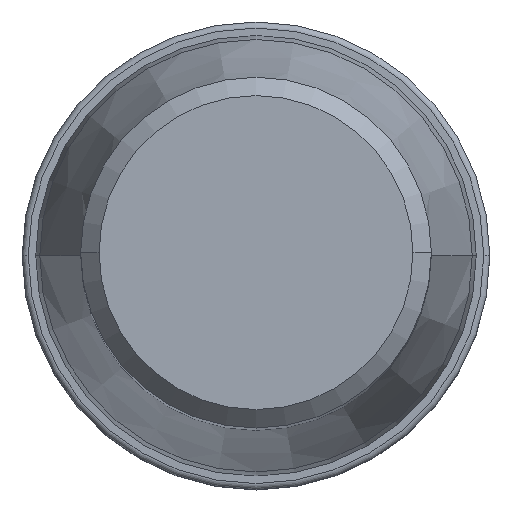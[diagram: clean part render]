
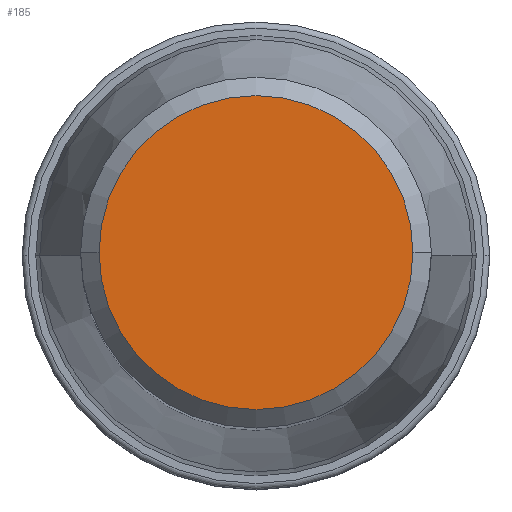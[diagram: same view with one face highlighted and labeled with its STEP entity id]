
A CAD part, top view. The second image highlights one B-rep face of the part: STEP entity #185.
In plain terms, the highlighted planar face has unit normal (0, 0, 1).
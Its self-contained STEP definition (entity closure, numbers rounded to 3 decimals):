
#123=FACE_OUTER_BOUND('',#265,.T.);
#185=ADVANCED_FACE('',(#123),#224,.F.);
#224=PLANE('',#1224);
#265=EDGE_LOOP('',(#412,#413));
#412=ORIENTED_EDGE('',*,*,#733,.T.);
#413=ORIENTED_EDGE('',*,*,#734,.T.);
#620=VERTEX_POINT('',#1882);
#623=VERTEX_POINT('',#1887);
#733=EDGE_CURVE('',#620,#623,#884,.T.);
#734=EDGE_CURVE('',#623,#620,#885,.T.);
#884=CIRCLE('',#1221,8.525);
#885=CIRCLE('',#1223,8.525);
#1221=AXIS2_PLACEMENT_3D('',#1888,#1525,#1526);
#1223=AXIS2_PLACEMENT_3D('',#1890,#1529,#1530);
#1224=AXIS2_PLACEMENT_3D('',#1891,#1531,#1532);
#1525=DIRECTION('',(0.,0.,1.));
#1526=DIRECTION('',(1.,0.,0.));
#1529=DIRECTION('',(0.,0.,1.));
#1530=DIRECTION('',(-1.,0.,0.));
#1531=DIRECTION('',(0.,0.,-1.));
#1532=DIRECTION('',(1.,0.,0.));
#1882=CARTESIAN_POINT('',(8.525,0.,35.63));
#1887=CARTESIAN_POINT('',(-8.525,0.,35.63));
#1888=CARTESIAN_POINT('',(0.,0.,35.63));
#1890=CARTESIAN_POINT('',(0.,0.,35.63));
#1891=CARTESIAN_POINT('',(0.,0.,35.63));
